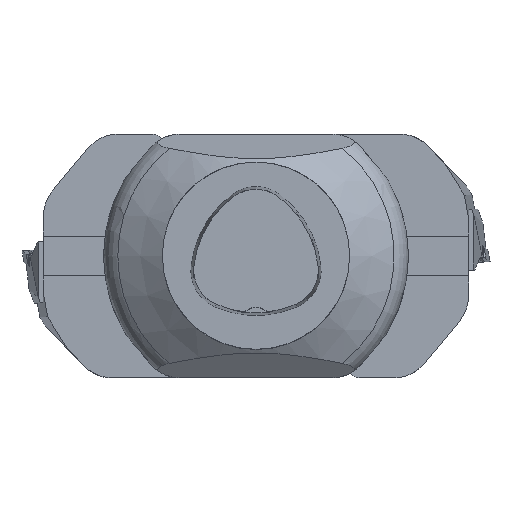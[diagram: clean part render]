
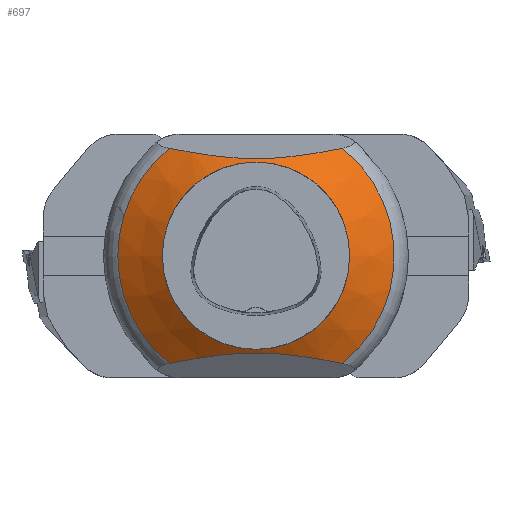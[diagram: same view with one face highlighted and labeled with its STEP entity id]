
A CAD part, top view. The second image highlights one B-rep face of the part: STEP entity #697.
In plain terms, the highlighted conical face has half-angle 55 degrees and reference radius 39.992 mm.
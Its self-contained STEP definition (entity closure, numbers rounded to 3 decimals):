
#447=CONICAL_SURFACE('',#3229,39.993,55.);
#466=FACE_BOUND('',#1065,.T.);
#467=FACE_BOUND('',#1066,.T.);
#581=CIRCLE('',#3226,40.);
#582=CIRCLE('',#3227,59.03);
#583=CIRCLE('',#3228,59.03);
#664=B_SPLINE_CURVE_WITH_KNOTS('',3,(#4453,#4454,#4455,#4456,#4457,#4458,
#4459,#4460,#4461,#4462),.UNSPECIFIED.,.F.,.F.,(4,2,2,2,4),(0.,0.25,0.5,
0.75,1.),.UNSPECIFIED.);
#668=B_SPLINE_CURVE_WITH_KNOTS('',3,(#4485,#4486,#4487,#4488,#4489,#4490,
#4491,#4492,#4493,#4494),.UNSPECIFIED.,.F.,.F.,(4,2,2,2,4),(0.,0.25,0.5,
0.75,1.),.UNSPECIFIED.);
#697=ADVANCED_FACE('',(#466,#467),#447,.T.);
#1065=EDGE_LOOP('',(#1339));
#1066=EDGE_LOOP('',(#1340,#1341,#1342,#1343));
#1339=ORIENTED_EDGE('',*,*,#2257,.T.);
#1340=ORIENTED_EDGE('',*,*,#2252,.F.);
#1341=ORIENTED_EDGE('',*,*,#2258,.T.);
#1342=ORIENTED_EDGE('',*,*,#2256,.F.);
#1343=ORIENTED_EDGE('',*,*,#2259,.T.);
#1985=VERTEX_POINT('',#4452);
#1986=VERTEX_POINT('',#4463);
#1987=VERTEX_POINT('',#4477);
#1988=VERTEX_POINT('',#4484);
#1989=VERTEX_POINT('',#4497);
#2252=EDGE_CURVE('',#1985,#1986,#664,.T.);
#2256=EDGE_CURVE('',#1988,#1987,#668,.T.);
#2257=EDGE_CURVE('',#1989,#1989,#581,.T.);
#2258=EDGE_CURVE('',#1985,#1987,#582,.T.);
#2259=EDGE_CURVE('',#1988,#1986,#583,.T.);
#3226=AXIS2_PLACEMENT_3D('',#4496,#3586,#3587);
#3227=AXIS2_PLACEMENT_3D('',#4498,#3588,#3589);
#3228=AXIS2_PLACEMENT_3D('',#4499,#3590,#3591);
#3229=AXIS2_PLACEMENT_3D('',#4500,#3592,#3593);
#3586=DIRECTION('',(0.,0.,-1.));
#3587=DIRECTION('',(-1.,0.,0.));
#3588=DIRECTION('',(0.,0.,1.));
#3589=DIRECTION('',(-1.,0.,0.));
#3590=DIRECTION('',(0.,0.,1.));
#3591=DIRECTION('',(-1.,0.,0.));
#3592=DIRECTION('',(0.,0.,-1.));
#3593=DIRECTION('',(-1.,0.,0.));
#4452=CARTESIAN_POINT('',(37.032,-45.969,-43.43));
#4453=CARTESIAN_POINT('',(37.032,-45.969,-43.43));
#4454=CARTESIAN_POINT('',(31.325,-44.831,-40.302));
#4455=CARTESIAN_POINT('',(25.507,-43.765,-37.373));
#4456=CARTESIAN_POINT('',(13.182,-42.083,-32.754));
#4457=CARTESIAN_POINT('',(6.719,-41.504,-31.163));
#4458=CARTESIAN_POINT('',(-6.642,-41.5,-31.151));
#4459=CARTESIAN_POINT('',(-13.117,-42.076,-32.734));
#4460=CARTESIAN_POINT('',(-25.483,-43.76,-37.361));
#4461=CARTESIAN_POINT('',(-31.314,-44.828,-40.296));
#4462=CARTESIAN_POINT('',(-37.032,-45.969,-43.43));
#4463=CARTESIAN_POINT('',(-37.032,-45.969,-43.43));
#4477=CARTESIAN_POINT('',(37.032,45.969,-43.43));
#4484=CARTESIAN_POINT('',(-37.032,45.969,-43.43));
#4485=CARTESIAN_POINT('',(-37.032,45.969,-43.43));
#4486=CARTESIAN_POINT('',(-31.325,44.831,-40.302));
#4487=CARTESIAN_POINT('',(-25.507,43.765,-37.373));
#4488=CARTESIAN_POINT('',(-13.182,42.083,-32.754));
#4489=CARTESIAN_POINT('',(-6.719,41.504,-31.163));
#4490=CARTESIAN_POINT('',(6.642,41.5,-31.151));
#4491=CARTESIAN_POINT('',(13.117,42.076,-32.734));
#4492=CARTESIAN_POINT('',(25.483,43.76,-37.361));
#4493=CARTESIAN_POINT('',(31.314,44.828,-40.296));
#4494=CARTESIAN_POINT('',(37.032,45.969,-43.43));
#4496=CARTESIAN_POINT('',(0.,0.,-30.105));
#4497=CARTESIAN_POINT('',(-40.,0.,-30.105));
#4498=CARTESIAN_POINT('',(0.,0.,-43.43));
#4499=CARTESIAN_POINT('',(0.,0.,-43.43));
#4500=CARTESIAN_POINT('',(0.,0.,-30.1));
